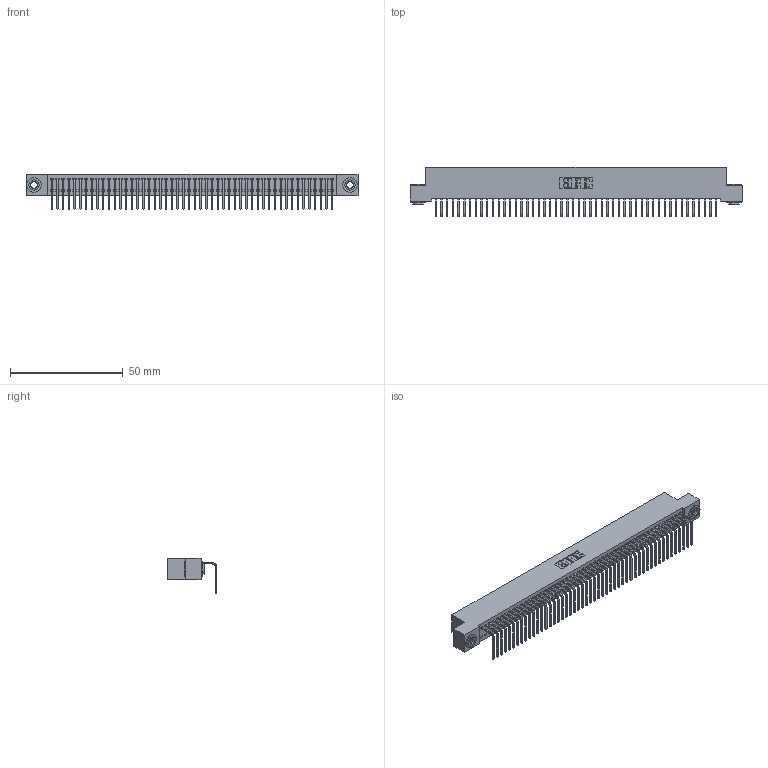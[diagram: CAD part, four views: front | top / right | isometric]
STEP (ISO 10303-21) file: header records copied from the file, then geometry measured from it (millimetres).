
FILE_DESCRIPTION (( 'STEP AP203' ), '1' );
FILE_NAME ('342-050-558-103.STEP', '2019-10-03T00:01:37', ( '' ), ( '' ), 'SwSTEP 2.0', 'SolidWorks 2016', '' );
FILE_SCHEMA (( 'CONFIG_CONTROL_DESIGN' ));
Length unit declared in the file: inch
Products named in the file (4): 345-292-001_558 Tail - 2; 342-250-002_345-250-002-102; 342-050-558-103; 342 Part_.156 TH
Assembly tree (53 placements, depth 2):
  342-050-558-103
    342 Part_.156 TH
    345-292-001_558 Tail - 2  x50
    342-250-002_345-250-002-102  x2
Bounding box: 147.32 x 21.91 x 15.62 mm (x, y, z)
Volume: 13135.9 mm3; surface area: 20611.1 mm2
Topology: 53 solids, 53 shells, 3148 faces, 9475 edges, 6246 vertices
Faces by surface type: plane 2276, cylinder 864, cone 8
Entity records: 30134 total; most frequent: CARTESIAN_POINT 5175, ORIENTED_EDGE 5154, DIRECTION 4383, EDGE_CURVE 2577, VECTOR 2425, LINE 2425, VERTEX_POINT 1714, AXIS2_PLACEMENT_3D 979
